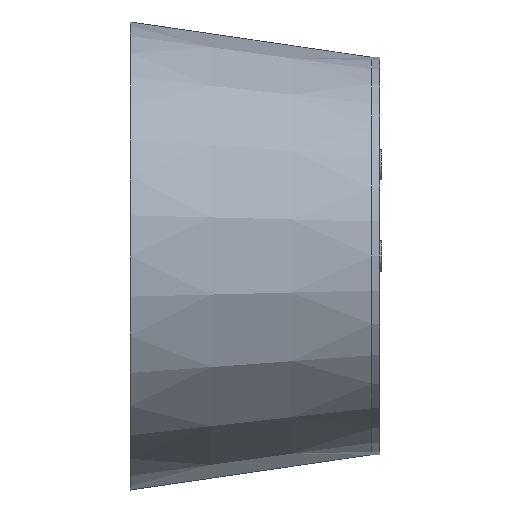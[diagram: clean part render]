
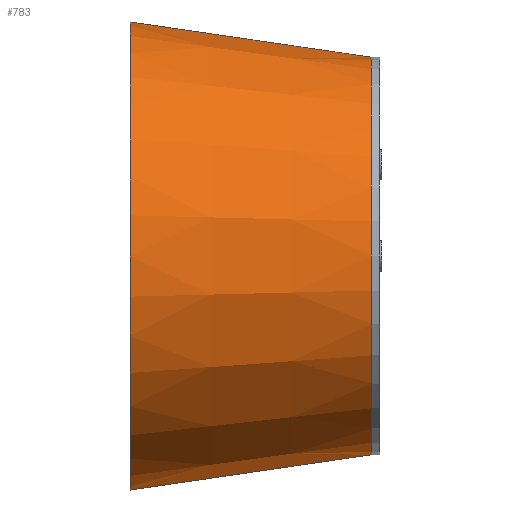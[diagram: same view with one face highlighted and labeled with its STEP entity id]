
A CAD part, left-side view. The second image highlights one B-rep face of the part: STEP entity #783.
In plain terms, the highlighted conical face has half-angle 8.3 degrees and reference radius 39.221 mm.
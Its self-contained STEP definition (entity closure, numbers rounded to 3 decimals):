
#11 = LINE ( 'NONE', #415, #1057 ) ;
#24 = VERTEX_POINT ( 'NONE', #188 ) ;
#95 = DIRECTION ( 'NONE',  ( 0., 0.99, 0.144 ) ) ;
#102 = VERTEX_POINT ( 'NONE', #1152 ) ;
#106 = ORIENTED_EDGE ( 'NONE', *, *, #1190, .T. ) ;
#132 = DIRECTION ( 'NONE',  ( 0., -1., 0. ) ) ;
#134 = CARTESIAN_POINT ( 'NONE',  ( 0., 273.849, -39.221 ) ) ;
#188 = CARTESIAN_POINT ( 'NONE',  ( 0., 321.561, 46.181 ) ) ;
#199 = EDGE_LOOP ( 'NONE', ( #604, #263, #317, #106 ) ) ;
#216 = VERTEX_POINT ( 'NONE', #603 ) ;
#223 = CONICAL_SURFACE ( 'NONE', #1211, 39.221, 0.145 ) ;
#263 = ORIENTED_EDGE ( 'NONE', *, *, #429, .F. ) ;
#317 = ORIENTED_EDGE ( 'NONE', *, *, #920, .T. ) ;
#333 = DIRECTION ( 'NONE',  ( 0., 0.99, -0.144 ) ) ;
#415 = CARTESIAN_POINT ( 'NONE',  ( 0., 273.849, 39.221 ) ) ;
#429 = EDGE_CURVE ( 'NONE', #216, #102, #878, .T. ) ;
#436 = EDGE_CURVE ( 'NONE', #102, #817, #695, .T. ) ;
#480 = DIRECTION ( 'NONE',  ( 0., -1., 0. ) ) ;
#527 = CARTESIAN_POINT ( 'NONE',  ( 0., 273.849, 0. ) ) ;
#594 = DIRECTION ( 'NONE',  ( 0., 0., -1. ) ) ;
#603 = CARTESIAN_POINT ( 'NONE',  ( 0., 273.849, 39.221 ) ) ;
#604 = ORIENTED_EDGE ( 'NONE', *, *, #436, .F. ) ;
#609 = VECTOR ( 'NONE', #333, 1000. ) ;
#666 = FACE_OUTER_BOUND ( 'NONE', #199, .T. ) ;
#695 = LINE ( 'NONE', #134, #609 ) ;
#723 = AXIS2_PLACEMENT_3D ( 'NONE', #1201, #132, #818 ) ;
#783 = ADVANCED_FACE ( 'NONE', ( #666 ), #223, .T. ) ;
#817 = VERTEX_POINT ( 'NONE', #995 ) ;
#818 = DIRECTION ( 'NONE',  ( 0., 0., -1. ) ) ;
#878 = CIRCLE ( 'NONE', #723, 39.221 ) ;
#907 = DIRECTION ( 'NONE',  ( 0., 1., 0. ) ) ;
#920 = EDGE_CURVE ( 'NONE', #216, #24, #11, .T. ) ;
#986 = CIRCLE ( 'NONE', #1231, 46.181 ) ;
#995 = CARTESIAN_POINT ( 'NONE',  ( 0., 321.561, -46.181 ) ) ;
#1057 = VECTOR ( 'NONE', #95, 1000. ) ;
#1152 = CARTESIAN_POINT ( 'NONE',  ( 0., 273.849, -39.221 ) ) ;
#1162 = CARTESIAN_POINT ( 'NONE',  ( 0., 321.561, 0. ) ) ;
#1190 = EDGE_CURVE ( 'NONE', #24, #817, #986, .T. ) ;
#1198 = DIRECTION ( 'NONE',  ( 0., 0., 1. ) ) ;
#1201 = CARTESIAN_POINT ( 'NONE',  ( 0., 273.849, 0. ) ) ;
#1211 = AXIS2_PLACEMENT_3D ( 'NONE', #527, #907, #1198 ) ;
#1231 = AXIS2_PLACEMENT_3D ( 'NONE', #1162, #480, #594 ) ;
